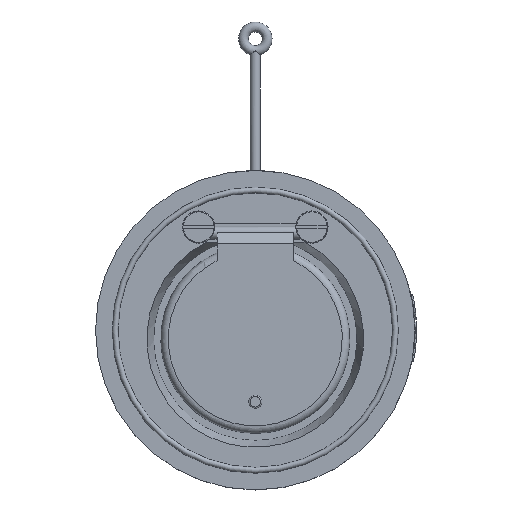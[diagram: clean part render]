
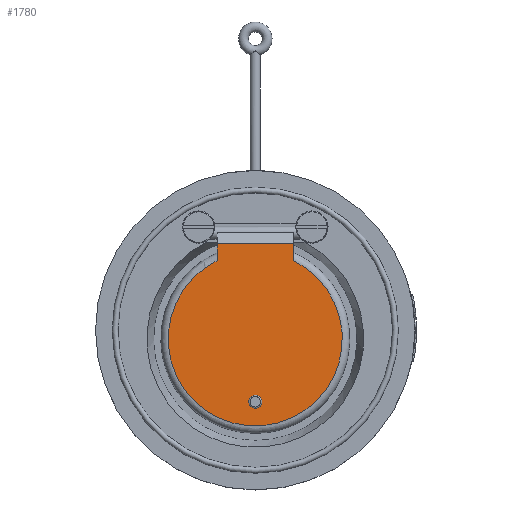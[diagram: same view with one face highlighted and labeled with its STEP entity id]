
A CAD part, top view. The second image highlights one B-rep face of the part: STEP entity #1780.
In plain terms, the highlighted planar face has unit normal (0, 0, 1).
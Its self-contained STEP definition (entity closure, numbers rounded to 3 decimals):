
#39=FACE_BOUND('',#593,.T.);
#73=PLANE('',#1959);
#181=LINE('',#3835,#290);
#183=LINE('',#3838,#292);
#184=LINE('',#3839,#293);
#290=VECTOR('',#2353,1.);
#292=VECTOR('',#2357,1.);
#293=VECTOR('',#2358,1.);
#488=FACE_OUTER_BOUND('',#592,.T.);
#592=EDGE_LOOP('',(#1576,#1577,#1578,#1579));
#593=EDGE_LOOP('',(#1580));
#680=CIRCLE('',#1914,59.942);
#694=CIRCLE('',#1932,4.5);
#849=VERTEX_POINT('',#3674);
#850=VERTEX_POINT('',#3693);
#866=VERTEX_POINT('',#3752);
#880=VERTEX_POINT('',#3832);
#881=VERTEX_POINT('',#3834);
#1075=EDGE_CURVE('',#850,#849,#680,.T.);
#1098=EDGE_CURVE('',#866,#866,#694,.T.);
#1128=EDGE_CURVE('',#881,#880,#181,.T.);
#1130=EDGE_CURVE('',#880,#850,#183,.T.);
#1131=EDGE_CURVE('',#881,#849,#184,.T.);
#1576=ORIENTED_EDGE('',*,*,#1128,.T.);
#1577=ORIENTED_EDGE('',*,*,#1130,.T.);
#1578=ORIENTED_EDGE('',*,*,#1075,.T.);
#1579=ORIENTED_EDGE('',*,*,#1131,.F.);
#1580=ORIENTED_EDGE('',*,*,#1098,.T.);
#1780=ADVANCED_FACE('',(#488,#39),#73,.T.);
#1914=AXIS2_PLACEMENT_3D('',#3694,#2240,#2241);
#1932=AXIS2_PLACEMENT_3D('',#3754,#2284,#2285);
#1959=AXIS2_PLACEMENT_3D('',#3837,#2355,#2356);
#2240=DIRECTION('center_axis',(0.,0.,1.));
#2241=DIRECTION('ref_axis',(1.,0.,0.));
#2284=DIRECTION('center_axis',(0.,0.,-1.));
#2285=DIRECTION('ref_axis',(1.,0.,0.));
#2353=DIRECTION('',(-1.,0.,0.));
#2355=DIRECTION('center_axis',(0.,0.,1.));
#2356=DIRECTION('ref_axis',(1.,0.,0.));
#2357=DIRECTION('',(0.,-1.,0.));
#2358=DIRECTION('',(0.,-1.,0.));
#3674=CARTESIAN_POINT('',(26.25,47.888,9.286));
#3693=CARTESIAN_POINT('',(-26.25,47.888,9.286));
#3694=CARTESIAN_POINT('Origin',(0.,-6.,9.286));
#3752=CARTESIAN_POINT('',(-4.5,-49.333,9.286));
#3754=CARTESIAN_POINT('Origin',(0.,-49.333,9.286));
#3832=CARTESIAN_POINT('',(-26.25,59.5,9.286));
#3834=CARTESIAN_POINT('',(26.25,59.5,9.286));
#3835=CARTESIAN_POINT('',(32.5,59.5,9.286));
#3837=CARTESIAN_POINT('Origin',(0.,-6.,9.286));
#3838=CARTESIAN_POINT('',(-26.25,30.5,9.286));
#3839=CARTESIAN_POINT('',(26.25,30.5,9.286));
